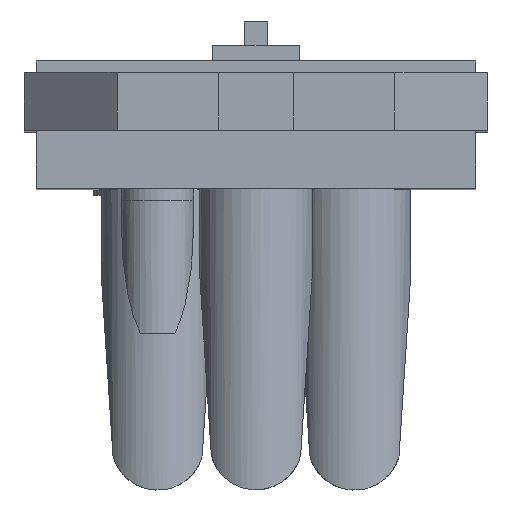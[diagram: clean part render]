
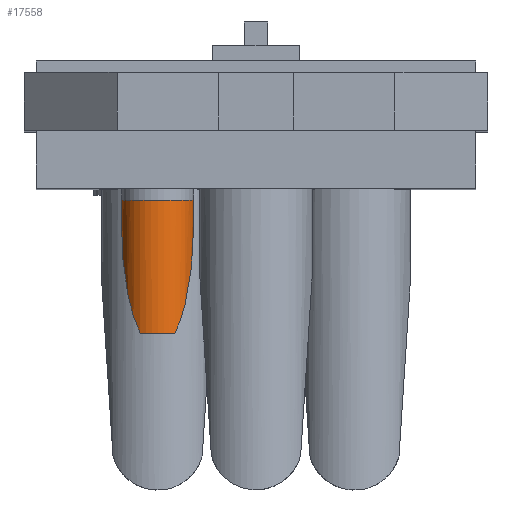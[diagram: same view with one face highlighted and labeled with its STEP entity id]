
A CAD part, top view. The second image highlights one B-rep face of the part: STEP entity #17558.
In plain terms, the highlighted cylindrical face has radius 0.625 mm (diameter 1.25 mm), a partial arc.
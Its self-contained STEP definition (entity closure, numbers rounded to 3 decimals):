
#17298 = CYLINDRICAL_SURFACE('',#17299,0.625);
#17299 = AXIS2_PLACEMENT_3D('',#17300,#17301,#17302);
#17300 = CARTESIAN_POINT('',(-1.7,0.4,5.5));
#17301 = DIRECTION('',(0.,1.,0.));
#17302 = DIRECTION('',(1.,0.,0.));
#17327 = VERTEX_POINT('',#17328);
#17328 = CARTESIAN_POINT('',(-1.075,-0.2,5.5));
#17349 = EDGE_CURVE('',#17327,#17350,#17352,.T.);
#17350 = VERTEX_POINT('',#17351);
#17351 = CARTESIAN_POINT('',(-2.325,-0.2,5.5));
#17352 = SURFACE_CURVE('',#17353,(#17358,#17365),.PCURVE_S1.);
#17353 = CIRCLE('',#17354,0.625);
#17354 = AXIS2_PLACEMENT_3D('',#17355,#17356,#17357);
#17355 = CARTESIAN_POINT('',(-1.7,-0.2,5.5));
#17356 = DIRECTION('',(0.,-1.,0.));
#17357 = DIRECTION('',(1.,0.,0.));
#17358 = PCURVE('',#17298,#17359);
#17359 = DEFINITIONAL_REPRESENTATION('',(#17360),#17364);
#17360 = LINE('',#17361,#17362);
#17361 = CARTESIAN_POINT('',(-0.,-0.6));
#17362 = VECTOR('',#17363,1.);
#17363 = DIRECTION('',(-1.,0.));
#17364 = ( GEOMETRIC_REPRESENTATION_CONTEXT(2) 
PARAMETRIC_REPRESENTATION_CONTEXT() REPRESENTATION_CONTEXT('2D SPACE',''
  ) );
#17365 = PCURVE('',#17366,#17371);
#17366 = CYLINDRICAL_SURFACE('',#17367,0.625);
#17367 = AXIS2_PLACEMENT_3D('',#17368,#17369,#17370);
#17368 = CARTESIAN_POINT('',(-1.7,-0.2,5.5));
#17369 = DIRECTION('',(0.,1.,0.));
#17370 = DIRECTION('',(1.,0.,0.));
#17371 = DEFINITIONAL_REPRESENTATION('',(#17372),#17376);
#17372 = LINE('',#17373,#17374);
#17373 = CARTESIAN_POINT('',(-0.,0.));
#17374 = VECTOR('',#17375,1.);
#17375 = DIRECTION('',(-1.,0.));
#17376 = ( GEOMETRIC_REPRESENTATION_CONTEXT(2) 
PARAMETRIC_REPRESENTATION_CONTEXT() REPRESENTATION_CONTEXT('2D SPACE',''
  ) );
#17497 = PLANE('',#17498);
#17498 = AXIS2_PLACEMENT_3D('',#17499,#17500,#17501);
#17499 = CARTESIAN_POINT('',(-2.325,-0.2,5.5));
#17500 = DIRECTION('',(0.,0.,1.));
#17501 = DIRECTION('',(1.,0.,0.));
#17547 = PLANE('',#17548);
#17548 = AXIS2_PLACEMENT_3D('',#17549,#17550,#17551);
#17549 = CARTESIAN_POINT('',(-2.325,-0.2,5.5));
#17550 = DIRECTION('',(0.,0.,1.));
#17551 = DIRECTION('',(1.,0.,0.));
#17558 = ADVANCED_FACE('',(#17559),#17366,.T.);
#17559 = FACE_BOUND('',#17560,.F.);
#17560 = EDGE_LOOP('',(#17561,#17562,#17585,#17619,#17652,#17681));
#17561 = ORIENTED_EDGE('',*,*,#17349,.F.);
#17562 = ORIENTED_EDGE('',*,*,#17563,.T.);
#17563 = EDGE_CURVE('',#17327,#17564,#17566,.T.);
#17564 = VERTEX_POINT('',#17565);
#17565 = CARTESIAN_POINT('',(-1.075,-0.6,5.5));
#17566 = SURFACE_CURVE('',#17567,(#17571,#17578),.PCURVE_S1.);
#17567 = LINE('',#17568,#17569);
#17568 = CARTESIAN_POINT('',(-1.075,-0.2,5.5));
#17569 = VECTOR('',#17570,1.);
#17570 = DIRECTION('',(0.,-1.,0.));
#17571 = PCURVE('',#17366,#17572);
#17572 = DEFINITIONAL_REPRESENTATION('',(#17573),#17577);
#17573 = LINE('',#17574,#17575);
#17574 = CARTESIAN_POINT('',(-0.,0.));
#17575 = VECTOR('',#17576,1.);
#17576 = DIRECTION('',(-0.,-1.));
#17577 = ( GEOMETRIC_REPRESENTATION_CONTEXT(2) 
PARAMETRIC_REPRESENTATION_CONTEXT() REPRESENTATION_CONTEXT('2D SPACE',''
  ) );
#17578 = PCURVE('',#17547,#17579);
#17579 = DEFINITIONAL_REPRESENTATION('',(#17580),#17584);
#17580 = LINE('',#17581,#17582);
#17581 = CARTESIAN_POINT('',(1.25,0.));
#17582 = VECTOR('',#17583,1.);
#17583 = DIRECTION('',(0.,-1.));
#17584 = ( GEOMETRIC_REPRESENTATION_CONTEXT(2) 
PARAMETRIC_REPRESENTATION_CONTEXT() REPRESENTATION_CONTEXT('2D SPACE',''
  ) );
#17585 = ORIENTED_EDGE('',*,*,#17586,.T.);
#17586 = EDGE_CURVE('',#17564,#17587,#17589,.T.);
#17587 = VERTEX_POINT('',#17588);
#17588 = CARTESIAN_POINT('',(-1.403,-2.5,6.05));
#17589 = SURFACE_CURVE('',#17590,(#17595,#17607),.PCURVE_S1.);
#17590 = ELLIPSE('',#17591,2.248,0.625);
#17591 = AXIS2_PLACEMENT_3D('',#17592,#17593,#17594);
#17592 = CARTESIAN_POINT('',(-1.7,-0.6,5.5));
#17593 = DIRECTION('',(0.,-0.278,-0.961));
#17594 = DIRECTION('',(0.,0.961,-0.278));
#17595 = PCURVE('',#17366,#17596);
#17596 = DEFINITIONAL_REPRESENTATION('',(#17597),#17606);
#17597 = B_SPLINE_CURVE_WITH_KNOTS('',7,(#17598,#17599,#17600,#17601,
    #17602,#17603,#17604,#17605),.UNSPECIFIED.,.F.,.F.,(8,8),(
    1.571,2.647),.PIECEWISE_BEZIER_KNOTS.);
#17598 = CARTESIAN_POINT('',(0.,-0.4));
#17599 = CARTESIAN_POINT('',(-0.154,-0.732));
#17600 = CARTESIAN_POINT('',(-0.307,-1.064));
#17601 = CARTESIAN_POINT('',(-0.461,-1.383));
#17602 = CARTESIAN_POINT('',(-0.615,-1.676));
#17603 = CARTESIAN_POINT('',(-0.768,-1.932));
#17604 = CARTESIAN_POINT('',(-0.922,-2.142));
#17605 = CARTESIAN_POINT('',(-1.076,-2.3));
#17606 = ( GEOMETRIC_REPRESENTATION_CONTEXT(2) 
PARAMETRIC_REPRESENTATION_CONTEXT() REPRESENTATION_CONTEXT('2D SPACE',''
  ) );
#17607 = PCURVE('',#17608,#17613);
#17608 = PLANE('',#17609);
#17609 = AXIS2_PLACEMENT_3D('',#17610,#17611,#17612);
#17610 = CARTESIAN_POINT('',(-6.7,-0.6,5.5));
#17611 = DIRECTION('',(0.,-0.278,-0.961));
#17612 = DIRECTION('',(0.,-0.961,0.278));
#17613 = DEFINITIONAL_REPRESENTATION('',(#17614),#17618);
#17614 = ELLIPSE('',#17615,2.248,0.625);
#17615 = AXIS2_PLACEMENT_2D('',#17616,#17617);
#17616 = CARTESIAN_POINT('',(0.,-5.));
#17617 = DIRECTION('',(-1.,0.));
#17618 = ( GEOMETRIC_REPRESENTATION_CONTEXT(2) 
PARAMETRIC_REPRESENTATION_CONTEXT() REPRESENTATION_CONTEXT('2D SPACE',''
  ) );
#17619 = ORIENTED_EDGE('',*,*,#17620,.T.);
#17620 = EDGE_CURVE('',#17587,#17621,#17623,.T.);
#17621 = VERTEX_POINT('',#17622);
#17622 = CARTESIAN_POINT('',(-1.997,-2.5,6.05));
#17623 = SURFACE_CURVE('',#17624,(#17629,#17636),.PCURVE_S1.);
#17624 = CIRCLE('',#17625,0.625);
#17625 = AXIS2_PLACEMENT_3D('',#17626,#17627,#17628);
#17626 = CARTESIAN_POINT('',(-1.7,-2.5,5.5));
#17627 = DIRECTION('',(0.,-1.,0.));
#17628 = DIRECTION('',(1.,0.,0.));
#17629 = PCURVE('',#17366,#17630);
#17630 = DEFINITIONAL_REPRESENTATION('',(#17631),#17635);
#17631 = LINE('',#17632,#17633);
#17632 = CARTESIAN_POINT('',(-0.,-2.3));
#17633 = VECTOR('',#17634,1.);
#17634 = DIRECTION('',(-1.,0.));
#17635 = ( GEOMETRIC_REPRESENTATION_CONTEXT(2) 
PARAMETRIC_REPRESENTATION_CONTEXT() REPRESENTATION_CONTEXT('2D SPACE',''
  ) );
#17636 = PCURVE('',#17637,#17642);
#17637 = PLANE('',#17638);
#17638 = AXIS2_PLACEMENT_3D('',#17639,#17640,#17641);
#17639 = CARTESIAN_POINT('',(-1.7,-2.5,5.717));
#17640 = DIRECTION('',(0.,1.,0.));
#17641 = DIRECTION('',(0.,0.,1.));
#17642 = DEFINITIONAL_REPRESENTATION('',(#17643),#17651);
#17643 = ( BOUNDED_CURVE() B_SPLINE_CURVE(2,(#17644,#17645,#17646,#17647
    ,#17648,#17649,#17650),.UNSPECIFIED.,.T.,.F.) 
B_SPLINE_CURVE_WITH_KNOTS((1,2,2,2,2,1),(-2.094,0.,
    2.094,4.189,6.283,8.378),
.UNSPECIFIED.) CURVE() GEOMETRIC_REPRESENTATION_ITEM() 
RATIONAL_B_SPLINE_CURVE((1.,0.5,1.,0.5,1.,0.5,1.)) REPRESENTATION_ITEM(
  '') );
#17644 = CARTESIAN_POINT('',(-0.217,0.625));
#17645 = CARTESIAN_POINT('',(0.866,0.625));
#17646 = CARTESIAN_POINT('',(0.325,-0.313));
#17647 = CARTESIAN_POINT('',(-0.217,-1.25));
#17648 = CARTESIAN_POINT('',(-0.758,-0.313));
#17649 = CARTESIAN_POINT('',(-1.299,0.625));
#17650 = CARTESIAN_POINT('',(-0.217,0.625));
#17651 = ( GEOMETRIC_REPRESENTATION_CONTEXT(2) 
PARAMETRIC_REPRESENTATION_CONTEXT() REPRESENTATION_CONTEXT('2D SPACE',''
  ) );
#17652 = ORIENTED_EDGE('',*,*,#17653,.T.);
#17653 = EDGE_CURVE('',#17621,#17654,#17656,.T.);
#17654 = VERTEX_POINT('',#17655);
#17655 = CARTESIAN_POINT('',(-2.325,-0.6,5.5));
#17656 = SURFACE_CURVE('',#17657,(#17662,#17674),.PCURVE_S1.);
#17657 = ELLIPSE('',#17658,2.248,0.625);
#17658 = AXIS2_PLACEMENT_3D('',#17659,#17660,#17661);
#17659 = CARTESIAN_POINT('',(-1.7,-0.6,5.5));
#17660 = DIRECTION('',(0.,-0.278,-0.961));
#17661 = DIRECTION('',(0.,0.961,-0.278));
#17662 = PCURVE('',#17366,#17663);
#17663 = DEFINITIONAL_REPRESENTATION('',(#17664),#17673);
#17664 = B_SPLINE_CURVE_WITH_KNOTS('',7,(#17665,#17666,#17667,#17668,
    #17669,#17670,#17671,#17672),.UNSPECIFIED.,.F.,.F.,(8,8),(
    3.637,4.712),.PIECEWISE_BEZIER_KNOTS.);
#17665 = CARTESIAN_POINT('',(-2.066,-2.3));
#17666 = CARTESIAN_POINT('',(-2.219,-2.142));
#17667 = CARTESIAN_POINT('',(-2.373,-1.932));
#17668 = CARTESIAN_POINT('',(-2.527,-1.676));
#17669 = CARTESIAN_POINT('',(-2.681,-1.383));
#17670 = CARTESIAN_POINT('',(-2.834,-1.064));
#17671 = CARTESIAN_POINT('',(-2.988,-0.732));
#17672 = CARTESIAN_POINT('',(-3.142,-0.4));
#17673 = ( GEOMETRIC_REPRESENTATION_CONTEXT(2) 
PARAMETRIC_REPRESENTATION_CONTEXT() REPRESENTATION_CONTEXT('2D SPACE',''
  ) );
#17674 = PCURVE('',#17608,#17675);
#17675 = DEFINITIONAL_REPRESENTATION('',(#17676),#17680);
#17676 = ELLIPSE('',#17677,2.248,0.625);
#17677 = AXIS2_PLACEMENT_2D('',#17678,#17679);
#17678 = CARTESIAN_POINT('',(0.,-5.));
#17679 = DIRECTION('',(-1.,0.));
#17680 = ( GEOMETRIC_REPRESENTATION_CONTEXT(2) 
PARAMETRIC_REPRESENTATION_CONTEXT() REPRESENTATION_CONTEXT('2D SPACE',''
  ) );
#17681 = ORIENTED_EDGE('',*,*,#17682,.F.);
#17682 = EDGE_CURVE('',#17350,#17654,#17683,.T.);
#17683 = SURFACE_CURVE('',#17684,(#17688,#17695),.PCURVE_S1.);
#17684 = LINE('',#17685,#17686);
#17685 = CARTESIAN_POINT('',(-2.325,-0.2,5.5));
#17686 = VECTOR('',#17687,1.);
#17687 = DIRECTION('',(0.,-1.,0.));
#17688 = PCURVE('',#17366,#17689);
#17689 = DEFINITIONAL_REPRESENTATION('',(#17690),#17694);
#17690 = LINE('',#17691,#17692);
#17691 = CARTESIAN_POINT('',(-3.142,0.));
#17692 = VECTOR('',#17693,1.);
#17693 = DIRECTION('',(-0.,-1.));
#17694 = ( GEOMETRIC_REPRESENTATION_CONTEXT(2) 
PARAMETRIC_REPRESENTATION_CONTEXT() REPRESENTATION_CONTEXT('2D SPACE',''
  ) );
#17695 = PCURVE('',#17497,#17696);
#17696 = DEFINITIONAL_REPRESENTATION('',(#17697),#17701);
#17697 = LINE('',#17698,#17699);
#17698 = CARTESIAN_POINT('',(0.,0.));
#17699 = VECTOR('',#17700,1.);
#17700 = DIRECTION('',(0.,-1.));
#17701 = ( GEOMETRIC_REPRESENTATION_CONTEXT(2) 
PARAMETRIC_REPRESENTATION_CONTEXT() REPRESENTATION_CONTEXT('2D SPACE',''
  ) );
